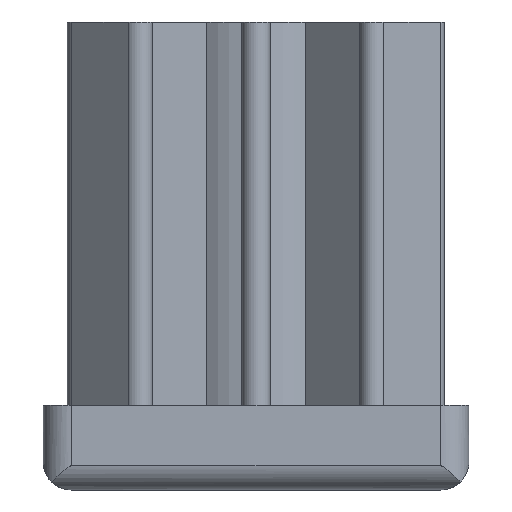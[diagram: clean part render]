
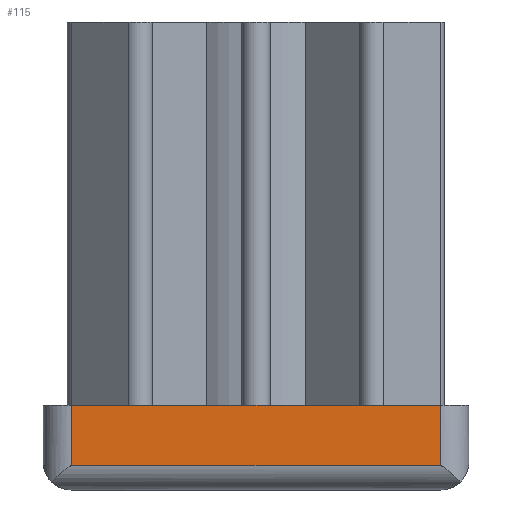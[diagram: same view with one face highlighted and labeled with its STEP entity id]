
A CAD part, left-side view. The second image highlights one B-rep face of the part: STEP entity #115.
In plain terms, the highlighted planar face has unit normal (-1, 0, 0).
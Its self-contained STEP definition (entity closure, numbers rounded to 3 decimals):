
#115 = ADVANCED_FACE( '', ( #279 ), #280, .F. );
#279 = FACE_OUTER_BOUND( '', #494, .T. );
#280 = PLANE( '', #495 );
#494 = EDGE_LOOP( '', ( #817, #818, #819, #820 ) );
#495 = AXIS2_PLACEMENT_3D( '', #821, #822, #823 );
#817 = ORIENTED_EDGE( '', *, *, #1408, .T. );
#818 = ORIENTED_EDGE( '', *, *, #1320, .T. );
#819 = ORIENTED_EDGE( '', *, *, #1409, .F. );
#820 = ORIENTED_EDGE( '', *, *, #1342, .F. );
#821 = CARTESIAN_POINT( '', ( -15., 13., 6. ) );
#822 = DIRECTION( '', ( 1., 0., 0. ) );
#823 = DIRECTION( '', ( 0., 0., -1. ) );
#1320 = EDGE_CURVE( '', #1577, #1585, #1587, .T. );
#1342 = EDGE_CURVE( '', #1625, #1626, #1627, .T. );
#1408 = EDGE_CURVE( '', #1625, #1577, #1742, .T. );
#1409 = EDGE_CURVE( '', #1626, #1585, #1743, .T. );
#1577 = VERTEX_POINT( '', #1980 );
#1585 = VERTEX_POINT( '', #2022 );
#1587 = LINE( '', #2033, #2034 );
#1625 = VERTEX_POINT( '', #2084 );
#1626 = VERTEX_POINT( '', #2085 );
#1627 = LINE( '', #2086, #2087 );
#1742 = LINE( '', #2241, #2242 );
#1743 = LINE( '', #2243, #2244 );
#1980 = CARTESIAN_POINT( '', ( -15., 13., 1.709 ) );
#2022 = CARTESIAN_POINT( '', ( -15., -13., 1.709 ) );
#2033 = CARTESIAN_POINT( '', ( -15., 38., 1.709 ) );
#2034 = VECTOR( '', #2575, 1000. );
#2084 = CARTESIAN_POINT( '', ( -15., 13., 6. ) );
#2085 = CARTESIAN_POINT( '', ( -15., -13., 6. ) );
#2086 = CARTESIAN_POINT( '', ( -15., 13., 6. ) );
#2087 = VECTOR( '', #2600, 1000. );
#2241 = CARTESIAN_POINT( '', ( -15., 13., 6. ) );
#2242 = VECTOR( '', #2703, 1000. );
#2243 = CARTESIAN_POINT( '', ( -15., -13., 6. ) );
#2244 = VECTOR( '', #2704, 1000. );
#2575 = DIRECTION( '', ( 0., -1., 0. ) );
#2600 = DIRECTION( '', ( 0., -1., 0. ) );
#2703 = DIRECTION( '', ( 0., 0., -1. ) );
#2704 = DIRECTION( '', ( 0., 0., -1. ) );
